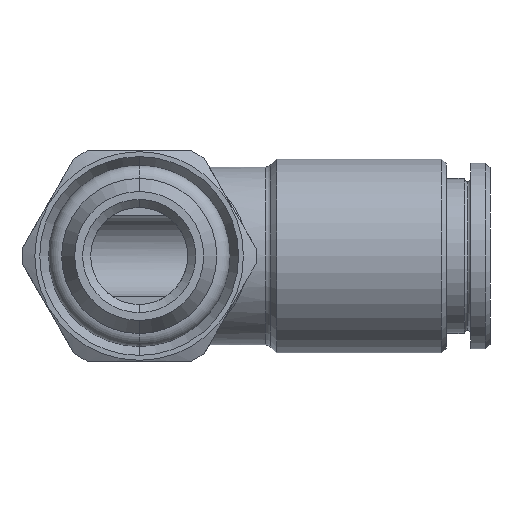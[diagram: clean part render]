
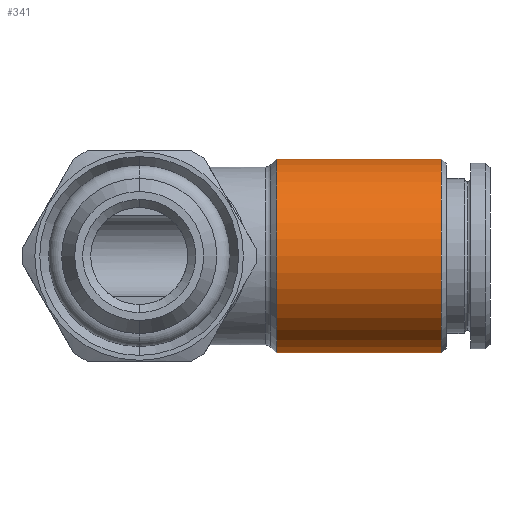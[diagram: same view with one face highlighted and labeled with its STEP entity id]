
A CAD part, front view. The second image highlights one B-rep face of the part: STEP entity #341.
In plain terms, the highlighted cylindrical face has radius 6 mm (diameter 12 mm), a partial arc.
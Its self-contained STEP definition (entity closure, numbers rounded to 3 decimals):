
#260 = VERTEX_POINT ( 'NONE', #1995 ) ;
#261 = VERTEX_POINT ( 'NONE', #1994 ) ;
#266 = EDGE_CURVE ( 'NONE', #269, #260, #2093, .T. ) ;
#267 = VERTEX_POINT ( 'NONE', #2079 ) ;
#269 = VERTEX_POINT ( 'NONE', #2084 ) ;
#282 = EDGE_CURVE ( 'NONE', #261, #267, #2057, .T. ) ;
#307 = ORIENTED_EDGE ( 'NONE', *, *, #1053, .T. ) ;
#340 = ORIENTED_EDGE ( 'NONE', *, *, #266, .F. ) ;
#341 = ADVANCED_FACE ( 'NONE', ( #2836 ), #2839, .T. ) ;
#353 = EDGE_LOOP ( 'NONE', ( #340, #410, #411, #307 ) ) ;
#383 = EDGE_CURVE ( 'NONE', #269, #261, #2873, .T. ) ;
#410 = ORIENTED_EDGE ( 'NONE', *, *, #383, .T. ) ;
#411 = ORIENTED_EDGE ( 'NONE', *, *, #282, .T. ) ;
#1053 = EDGE_CURVE ( 'NONE', #267, #260, #3199, .T. ) ;
#1994 = CARTESIAN_POINT ( 'NONE',  ( 18.7, 0., 6. ) ) ;
#1995 = CARTESIAN_POINT ( 'NONE',  ( 8.5, 0., -6. ) ) ;
#2057 = LINE ( 'NONE', #2073, #2072 ) ;
#2062 = VECTOR ( 'NONE', #2087, 1000. ) ;
#2071 = DIRECTION ( 'NONE',  ( -1., 0., 0. ) ) ;
#2072 = VECTOR ( 'NONE', #2071, 1000. ) ;
#2073 = CARTESIAN_POINT ( 'NONE',  ( 0., 0., 6. ) ) ;
#2079 = CARTESIAN_POINT ( 'NONE',  ( 8.5, 0., 6. ) ) ;
#2084 = CARTESIAN_POINT ( 'NONE',  ( 18.7, 0., -6. ) ) ;
#2087 = DIRECTION ( 'NONE',  ( -1., 0., 0. ) ) ;
#2093 = LINE ( 'NONE', #2125, #2062 ) ;
#2125 = CARTESIAN_POINT ( 'NONE',  ( 0., 0., -6. ) ) ;
#2832 = DIRECTION ( 'NONE',  ( 0., 0., 1. ) ) ;
#2835 = DIRECTION ( 'NONE',  ( -1., 0., 0. ) ) ;
#2836 = FACE_OUTER_BOUND ( 'NONE', #353, .T. ) ;
#2837 = CARTESIAN_POINT ( 'NONE',  ( 0., 0., 0. ) ) ;
#2838 = AXIS2_PLACEMENT_3D ( 'NONE', #2837, #2835, #2832 ) ;
#2839 = CYLINDRICAL_SURFACE ( 'NONE', #2838, 6. ) ;
#2873 = CIRCLE ( 'NONE', #2927, 6. ) ;
#2924 = DIRECTION ( 'NONE',  ( 0., 0., 1. ) ) ;
#2925 = DIRECTION ( 'NONE',  ( -1., 0., 0. ) ) ;
#2926 = CARTESIAN_POINT ( 'NONE',  ( 18.7, 0., 0. ) ) ;
#2927 = AXIS2_PLACEMENT_3D ( 'NONE', #2926, #2925, #2924 ) ;
#3195 = DIRECTION ( 'NONE',  ( 0., 0., -1. ) ) ;
#3196 = DIRECTION ( 'NONE',  ( 1., 0., 0. ) ) ;
#3197 = CARTESIAN_POINT ( 'NONE',  ( 8.5, 0., 0. ) ) ;
#3198 = AXIS2_PLACEMENT_3D ( 'NONE', #3197, #3196, #3195 ) ;
#3199 = CIRCLE ( 'NONE', #3198, 6. ) ;
